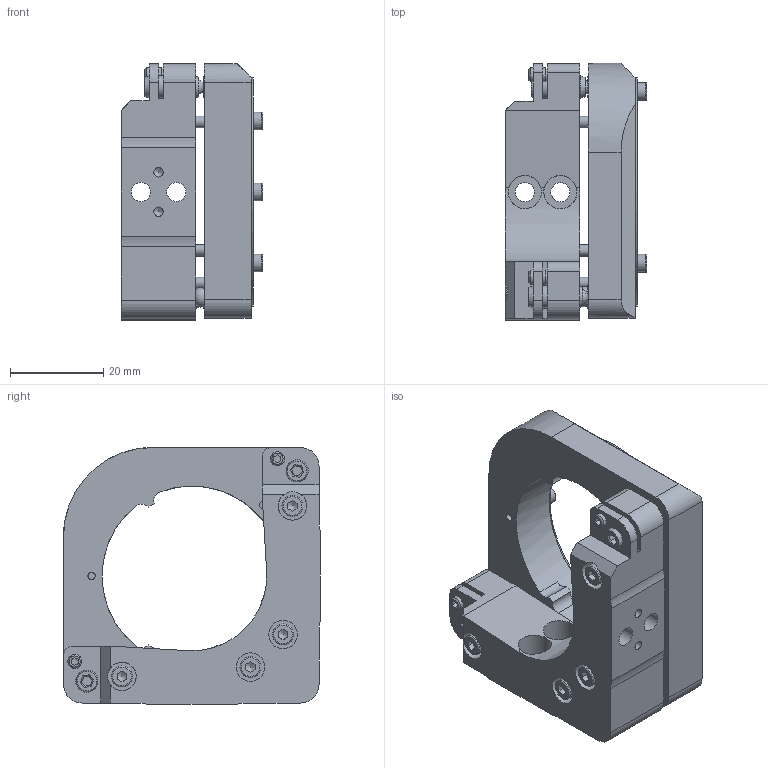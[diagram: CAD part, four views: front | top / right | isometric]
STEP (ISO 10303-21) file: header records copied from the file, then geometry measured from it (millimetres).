
FILE_DESCRIPTION(/* description */ (''),/* implementation_level */ '2;1');
FILE_NAME(/* name */ 'SD-381-05-VC-RS-M.stp',/* time_stamp */ '2021-02-02T15:34:15+02:00',/* author */ ('vytau'),/* organization */ (''),/* preprocessor_version */ 'ST-DEVELOPER v18',/* originating_system */ 'Autodesk Inventor 2020',/* authorisation */ '');
FILE_SCHEMA (('CONFIG_CONTROL_DESIGN'));
Length unit declared in the file: millimetre
Products named in the file (11): SupaDupa-381 final; Part8-38,1; Part9-38,1; D4; 0544-E0W; Spyruokle veidrodziui-381-3x120; ISO 4762 - M2.5 x 20(1); ISO 4762 - M2 x 4(1); ISO 4026 - M3 x 4(1); RIT; IPJ
Assembly tree (17 placements, depth 2):
  SupaDupa-381 final
    Part8-38,1
    Part9-38,1
    D4
    0544-E0W  x2
    Spyruokle veidrodziui-381-3x120
    ISO 4762 - M2.5 x 20(1)  x4
    ISO 4762 - M2 x 4(1)  x3
    ISO 4026 - M3 x 4(1)  x2
    RIT
    IPJ
Bounding box: 30.3 x 55 x 55 mm (x, y, z)
Volume: 32584.2 mm3; surface area: 18555 mm2
Topology: 19 solids, 19 shells, 362 faces, 1015 edges, 700 vertices
Faces by surface type: plane 182, cylinder 126, cone 34, torus 17, sphere 3
Full cylindrical faces by diameter (mm): 1.567 x3, 2 x7, 2.013 x4, 2.3 x3, 2.459 x2, 2.5 x4, 3 x4, 3.188 x2, 3.5 x4, 3.8 x5, 4.1 x4, 4.5 x4, 4.75 x4, 4.763 x2, 5 x4, 5.1 x2, 6.1 x4, 7.1 x4, 38.5 x1, 49 x1
Entity records: 9265 total; most frequent: CARTESIAN_POINT 1734, DIRECTION 1588, ORIENTED_EDGE 1428, EDGE_CURVE 714, AXIS2_PLACEMENT_3D 625, VERTEX_POINT 503, LINE 338, VECTOR 338
